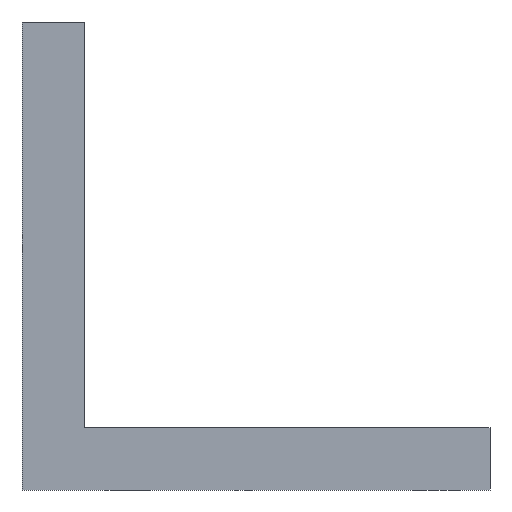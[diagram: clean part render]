
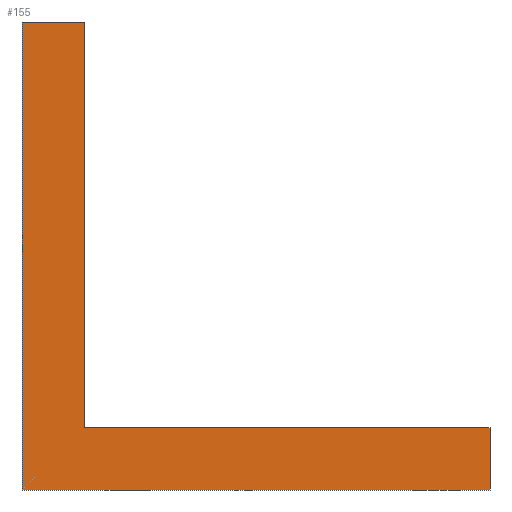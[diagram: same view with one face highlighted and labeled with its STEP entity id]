
A CAD part, front view. The second image highlights one B-rep face of the part: STEP entity #155.
In plain terms, the highlighted planar face has unit normal (0, -1, 0).
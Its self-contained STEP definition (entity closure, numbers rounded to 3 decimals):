
#155=ADVANCED_FACE('',(#310),#311,.T.);
#310=FACE_OUTER_BOUND('',#457,.T.);
#311=PLANE('',#458);
#457=EDGE_LOOP('',(#822,#823,#824,#825,#826,#827));
#458=AXIS2_PLACEMENT_3D('',#828,#829,#830);
#822=ORIENTED_EDGE('',*,*,#974,.T.);
#823=ORIENTED_EDGE('',*,*,#970,.T.);
#824=ORIENTED_EDGE('',*,*,#960,.T.);
#825=ORIENTED_EDGE('',*,*,#929,.T.);
#826=ORIENTED_EDGE('',*,*,#990,.F.);
#827=ORIENTED_EDGE('',*,*,#903,.T.);
#828=CARTESIAN_POINT('',(65.0,155.0,12.0));
#829=DIRECTION('',(0.0,-1.0,0.0));
#830=DIRECTION('',(0.0,0.0,-1.0));
#903=EDGE_CURVE('',#1087,#1085,#1088,.T.);
#929=EDGE_CURVE('',#1124,#1125,#1126,.T.);
#960=EDGE_CURVE('',#1164,#1124,#1165,.T.);
#970=EDGE_CURVE('',#1176,#1164,#1177,.T.);
#974=EDGE_CURVE('',#1085,#1176,#1181,.T.);
#990=EDGE_CURVE('',#1087,#1125,#1197,.T.);
#1085=VERTEX_POINT('',#1320);
#1087=VERTEX_POINT('',#1323);
#1088=LINE('',#1324,#1325);
#1124=VERTEX_POINT('',#1371);
#1125=VERTEX_POINT('',#1372);
#1126=LINE('',#1373,#1374);
#1164=VERTEX_POINT('',#1423);
#1165=LINE('',#1424,#1425);
#1176=VERTEX_POINT('',#1439);
#1177=LINE('',#1440,#1441);
#1181=LINE('',#1446,#1447);
#1197=LINE('',#1465,#1466);
#1320=CARTESIAN_POINT('',(65.0,155.0,12.0));
#1323=CARTESIAN_POINT('',(65.0,155.0,0.0));
#1324=CARTESIAN_POINT('',(65.0,155.0,0.0));
#1325=VECTOR('',#1542,1.0);
#1371=CARTESIAN_POINT('',(-25.0,155.0,90.0));
#1372=CARTESIAN_POINT('',(-25.0,155.0,0.0));
#1373=CARTESIAN_POINT('',(-25.0,155.0,90.0));
#1374=VECTOR('',#1580,1.0);
#1423=CARTESIAN_POINT('',(-13.0,155.0,90.0));
#1424=CARTESIAN_POINT('',(-13.0,155.0,90.0));
#1425=VECTOR('',#1622,1.0);
#1439=CARTESIAN_POINT('',(-13.0,155.0,12.0));
#1440=CARTESIAN_POINT('',(-13.0,155.0,12.0));
#1441=VECTOR('',#1632,1.0);
#1446=CARTESIAN_POINT('',(65.0,155.0,12.0));
#1447=VECTOR('',#1637,1.0);
#1465=CARTESIAN_POINT('',(65.0,155.0,0.0));
#1466=VECTOR('',#1649,1.0);
#1542=DIRECTION('',(0.0,0.0,1.0));
#1580=DIRECTION('',(0.0,0.0,-1.0));
#1622=DIRECTION('',(-1.0,0.0,0.0));
#1632=DIRECTION('',(0.0,0.0,1.0));
#1637=DIRECTION('',(-1.0,0.0,0.0));
#1649=DIRECTION('',(-1.0,0.0,0.0));
